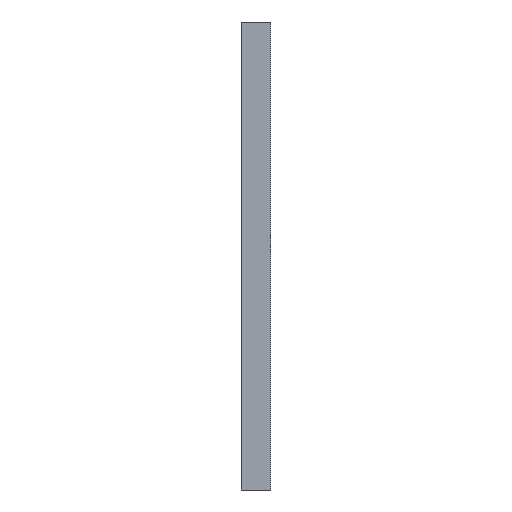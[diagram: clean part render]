
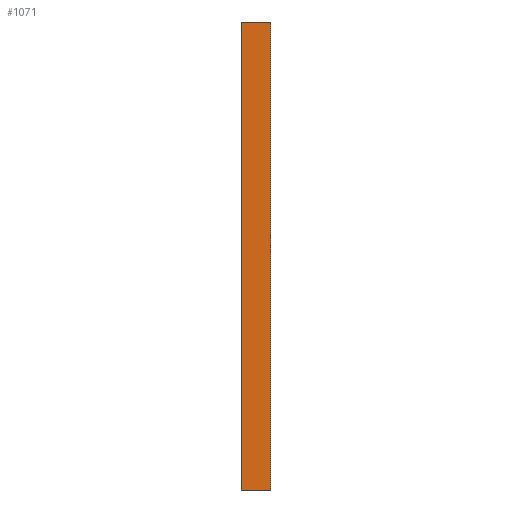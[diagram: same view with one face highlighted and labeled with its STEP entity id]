
A CAD part, left-side view. The second image highlights one B-rep face of the part: STEP entity #1071.
In plain terms, the highlighted planar face has unit normal (-1, 0, 0).
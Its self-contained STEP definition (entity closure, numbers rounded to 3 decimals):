
#81=PLANE('',#1196);
#135=FACE_OUTER_BOUND('',#194,.T.);
#194=EDGE_LOOP('',(#926,#927,#928,#929));
#298=LINE('',#1739,#395);
#317=LINE('',#1790,#414);
#318=LINE('',#1793,#415);
#319=LINE('',#1794,#416);
#395=VECTOR('',#1438,10.);
#414=VECTOR('',#1491,10.);
#415=VECTOR('',#1494,10.);
#416=VECTOR('',#1495,10.);
#544=VERTEX_POINT('',#1736);
#545=VERTEX_POINT('',#1738);
#560=VERTEX_POINT('',#1788);
#561=VERTEX_POINT('',#1792);
#676=EDGE_CURVE('',#544,#545,#298,.T.);
#703=EDGE_CURVE('',#560,#545,#317,.T.);
#704=EDGE_CURVE('',#561,#560,#318,.T.);
#705=EDGE_CURVE('',#561,#544,#319,.T.);
#926=ORIENTED_EDGE('',*,*,#704,.T.);
#927=ORIENTED_EDGE('',*,*,#703,.T.);
#928=ORIENTED_EDGE('',*,*,#676,.F.);
#929=ORIENTED_EDGE('',*,*,#705,.F.);
#1071=ADVANCED_FACE('',(#135),#81,.T.);
#1196=AXIS2_PLACEMENT_3D('',#1791,#1492,#1493);
#1438=DIRECTION('',(0.,0.,1.));
#1491=DIRECTION('',(0.,1.,0.));
#1492=DIRECTION('center_axis',(-1.,0.,0.));
#1493=DIRECTION('ref_axis',(0.,0.,1.));
#1494=DIRECTION('',(0.,0.,1.));
#1495=DIRECTION('',(0.,1.,0.));
#1736=CARTESIAN_POINT('',(-162.9,7.,-109.326));
#1738=CARTESIAN_POINT('',(-162.9,7.,0.));
#1739=CARTESIAN_POINT('',(-162.9,7.,-109.326));
#1788=CARTESIAN_POINT('',(-162.9,0.,0.));
#1790=CARTESIAN_POINT('',(-162.9,0.,0.));
#1791=CARTESIAN_POINT('Origin',(-162.9,0.,-109.326));
#1792=CARTESIAN_POINT('',(-162.9,0.,-109.326));
#1793=CARTESIAN_POINT('',(-162.9,0.,-109.326));
#1794=CARTESIAN_POINT('',(-162.9,0.,-109.326));
